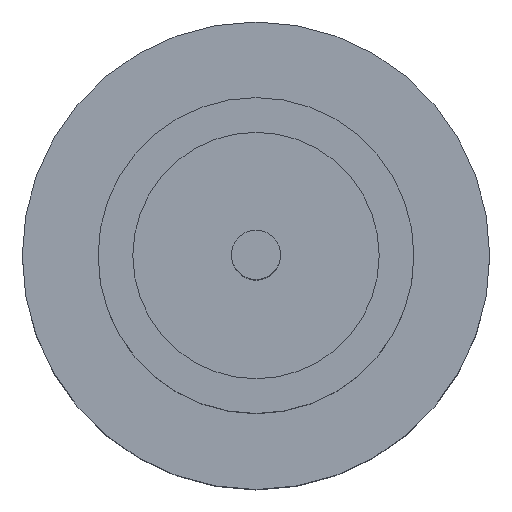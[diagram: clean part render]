
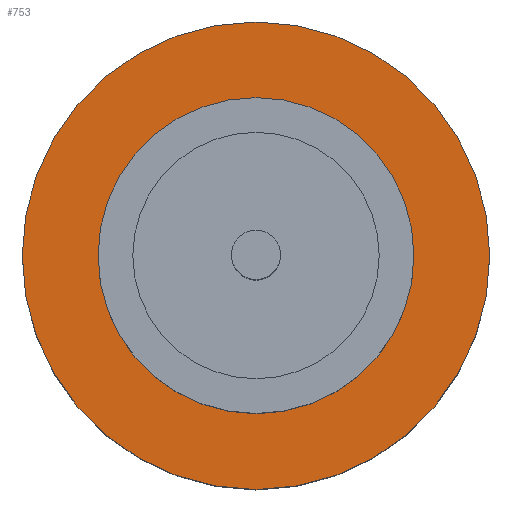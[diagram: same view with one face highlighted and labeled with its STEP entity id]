
A CAD part, top view. The second image highlights one B-rep face of the part: STEP entity #753.
In plain terms, the highlighted planar face has unit normal (0, 0, 1).
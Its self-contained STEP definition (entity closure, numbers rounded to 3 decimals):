
#4 = DIRECTION ( 'NONE',  ( 1., 0., 0. ) ) ;
#24 = FACE_BOUND ( 'NONE', #685, .T. ) ;
#41 = CARTESIAN_POINT ( 'NONE',  ( -1.25, 0., 1.55 ) ) ;
#46 = AXIS2_PLACEMENT_3D ( 'NONE', #647, #712, #644 ) ;
#70 = ORIENTED_EDGE ( 'NONE', *, *, #462, .F. ) ;
#85 = DIRECTION ( 'NONE',  ( 0., 0., 1. ) ) ;
#159 = AXIS2_PLACEMENT_3D ( 'NONE', #292, #701, #689 ) ;
#163 = CARTESIAN_POINT ( 'NONE',  ( 0., 0., 1.55 ) ) ;
#195 = CARTESIAN_POINT ( 'NONE',  ( 0., 0., 1.55 ) ) ;
#200 = EDGE_CURVE ( 'NONE', #307, #327, #277, .T. ) ;
#277 = CIRCLE ( 'NONE', #306, 1.85 ) ;
#292 = CARTESIAN_POINT ( 'NONE',  ( 0., 0., 1.55 ) ) ;
#295 = VERTEX_POINT ( 'NONE', #41 ) ;
#306 = AXIS2_PLACEMENT_3D ( 'NONE', #163, #511, #751 ) ;
#307 = VERTEX_POINT ( 'NONE', #611 ) ;
#327 = VERTEX_POINT ( 'NONE', #604 ) ;
#340 = DIRECTION ( 'NONE',  ( 0., 0., 1. ) ) ;
#409 = VERTEX_POINT ( 'NONE', #750 ) ;
#411 = CIRCLE ( 'NONE', #586, 1.25 ) ;
#455 = CARTESIAN_POINT ( 'NONE',  ( 0., 0., 1.55 ) ) ;
#458 = AXIS2_PLACEMENT_3D ( 'NONE', #195, #85, #722 ) ;
#462 = EDGE_CURVE ( 'NONE', #409, #295, #466, .T. ) ;
#466 = CIRCLE ( 'NONE', #159, 1.25 ) ;
#499 = CIRCLE ( 'NONE', #46, 1.85 ) ;
#511 = DIRECTION ( 'NONE',  ( 0., 0., 1. ) ) ;
#532 = PLANE ( 'NONE',  #458 ) ;
#586 = AXIS2_PLACEMENT_3D ( 'NONE', #455, #340, #4 ) ;
#587 = FACE_OUTER_BOUND ( 'NONE', #673, .T. ) ;
#604 = CARTESIAN_POINT ( 'NONE',  ( 1.85, 0., 1.55 ) ) ;
#608 = ORIENTED_EDGE ( 'NONE', *, *, #200, .T. ) ;
#611 = CARTESIAN_POINT ( 'NONE',  ( -1.85, 0., 1.55 ) ) ;
#612 = EDGE_CURVE ( 'NONE', #295, #409, #411, .T. ) ;
#644 = DIRECTION ( 'NONE',  ( 1., 0., 0. ) ) ;
#647 = CARTESIAN_POINT ( 'NONE',  ( 0., 0., 1.55 ) ) ;
#649 = ORIENTED_EDGE ( 'NONE', *, *, #612, .F. ) ;
#665 = EDGE_CURVE ( 'NONE', #327, #307, #499, .T. ) ;
#673 = EDGE_LOOP ( 'NONE', ( #608, #681 ) ) ;
#681 = ORIENTED_EDGE ( 'NONE', *, *, #665, .T. ) ;
#685 = EDGE_LOOP ( 'NONE', ( #70, #649 ) ) ;
#689 = DIRECTION ( 'NONE',  ( 1., 0., 0. ) ) ;
#701 = DIRECTION ( 'NONE',  ( 0., 0., 1. ) ) ;
#712 = DIRECTION ( 'NONE',  ( 0., 0., 1. ) ) ;
#722 = DIRECTION ( 'NONE',  ( 1., 0., 0. ) ) ;
#750 = CARTESIAN_POINT ( 'NONE',  ( 1.25, 0., 1.55 ) ) ;
#751 = DIRECTION ( 'NONE',  ( 1., 0., 0. ) ) ;
#753 = ADVANCED_FACE ( 'NONE', ( #24, #587 ), #532, .T. ) ;
